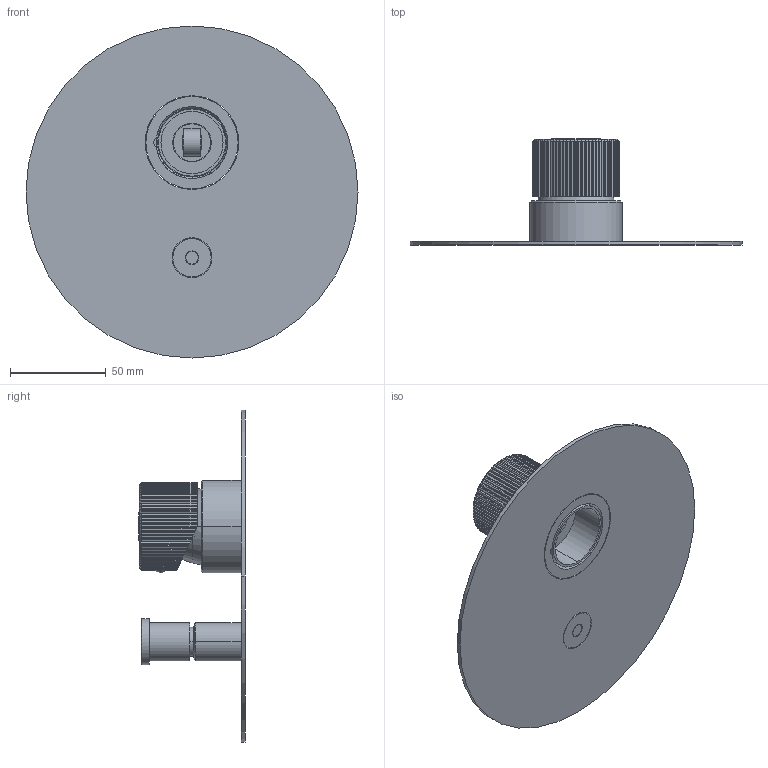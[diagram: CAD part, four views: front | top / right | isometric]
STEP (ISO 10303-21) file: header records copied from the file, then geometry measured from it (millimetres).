
FILE_DESCRIPTION((''),'2;1');
FILE_NAME('JOBOX015NO-M','2022-01-24T08:55:59',('ut3'),('PAFFONI SpA'),'CREO PARAMETRIC BY PTC INC, 2020044','CREO PARAMETRIC BY PTC INC, 2020044','');
FILE_SCHEMA(('CONFIG_CONTROL_DESIGN','SHAPE_APPEARANCE_LAYERS_GROUPS'));
Length unit declared in the file: millimetre
Products named in the file (1): JOBOX015NO-M
Bounding box: 173 x 55.5 x 173 mm (x, y, z)
Volume: 102171.8 mm3; surface area: 86457 mm2
Topology: 4 solids, 4 shells, 1128 faces, 3111 edges, 2003 vertices
Faces by surface type: plane 718, cylinder 277, torus 64, cone 61, bspline 6, sphere 2
Entity records: 48090 total; most frequent: CARTESIAN_POINT 10780, ORIENTED_EDGE 6202, DIRECTION 5517, EDGE_CURVE 3101, VERTEX_POINT 2003, AXIS2_PLACEMENT_3D 1864, VECTOR 1789, LINE 1789
